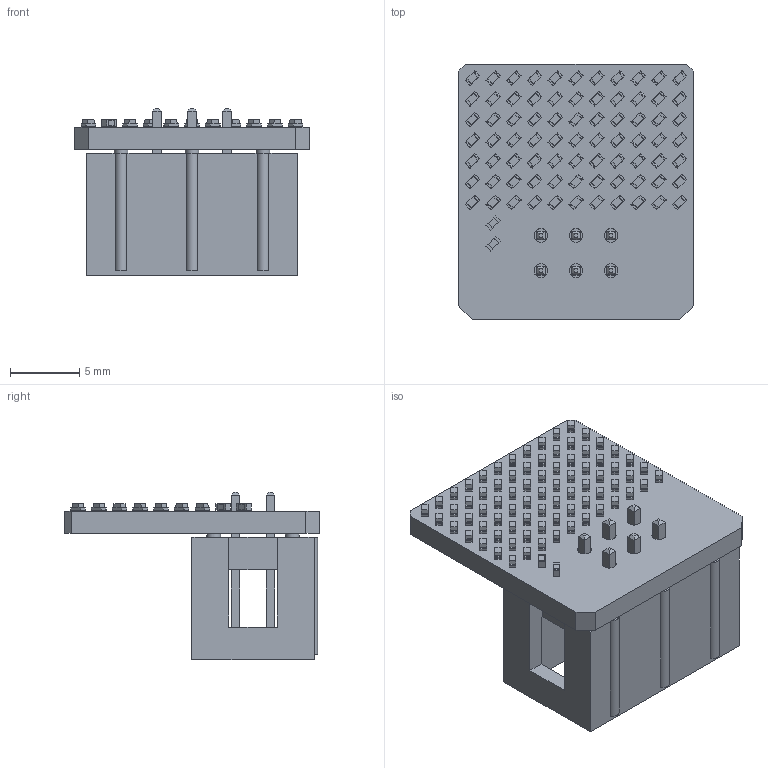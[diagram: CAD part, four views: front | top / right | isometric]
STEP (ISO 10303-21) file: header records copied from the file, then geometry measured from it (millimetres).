
FILE_DESCRIPTION(('KiCad electronic assembly'),'2;1');
FILE_NAME('matrixSAO.step','2025-03-08T17:24:43',('Pcbnew'),('Kicad'), 'Open CASCADE STEP processor 7.8','KiCad to STEP converter','Unknown' );
FILE_SCHEMA(('AUTOMOTIVE_DESIGN { 1 0 10303 214 1 1 1 1 }'));
Length unit declared in the file: millimetre
Products named in the file (8): matrixSAO 1; LED_0402_1005Metric; C_0402_1005Metric; IDC-Header_2x03_P2.54mm_Vertical; IDC_Header_2x03_P254mm_Vertical; matrixSAO_PCB
Assembly tree (84 placements, depth 3):
  matrixSAO 1
    LED_0402_1005Metric  x77
      LED_0402_1005Metric
    C_0402_1005Metric  x2
      C_0402_1005Metric
    IDC-Header_2x03_P2.54mm_Vertical
      IDC_Header_2x03_P254mm_Vertical
    matrixSAO_PCB
Bounding box: 17 x 18.5 x 12.1 mm (x, y, z)
Volume: 1101.4 mm3; surface area: 1956.8 mm2
Topology: 81 solids, 81 shells, 4072 faces, 10787 edges, 6972 vertices
Faces by surface type: plane 3417, cylinder 655
Full cylindrical faces by diameter (mm): 1 x12
Entity records: 9500 total; most frequent: DIRECTION 1341, CARTESIAN_POINT 1324, ORIENTED_EDGE 1214, EDGE_CURVE 607, LINE 531, VECTOR 531, AXIS2_PLACEMENT_3D 405, VERTEX_POINT 388
